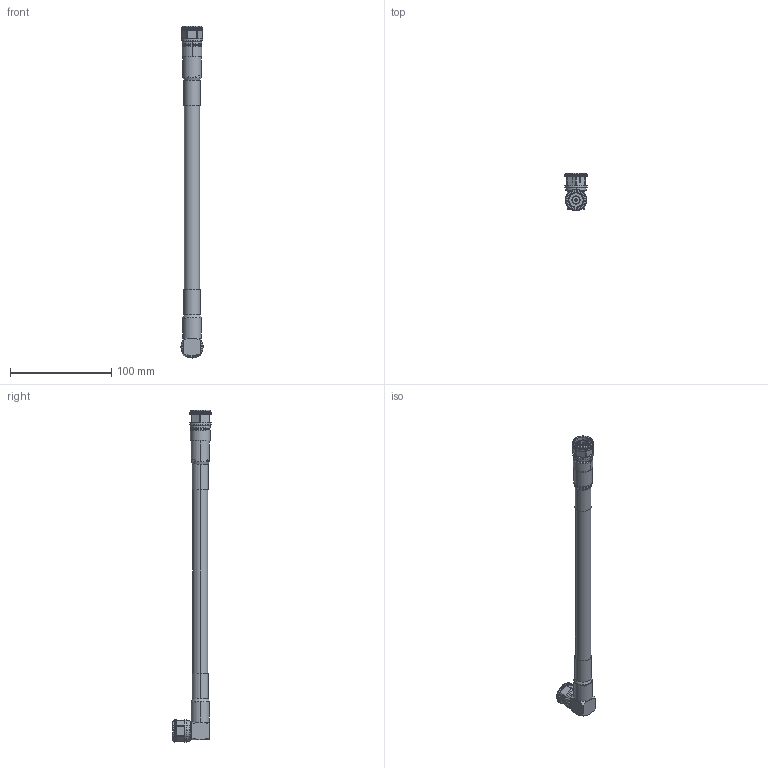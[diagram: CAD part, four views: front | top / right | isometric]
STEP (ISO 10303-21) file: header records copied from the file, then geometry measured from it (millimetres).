
FILE_DESCRIPTION (( 'STEP AP203' ), '1' );
FILE_NAME ('PE3C0050.step', '2018-05-24T16:11:04', ( '' ), ( '' ), 'SwSTEP 2.0', 'SolidWorks 2017', '' );
FILE_SCHEMA (( 'CONFIG_CONTROL_DESIGN' ));
Length unit declared in the file: inch
Products named in the file (5): HeatShrink^PE3C0050; PE3C0050; Copy of PE44523^PE3C0050_Crimped; Copy of PE44527^PE3C0050_Crimped; Copy of Coax Cable^PE3C0050_LMR-600
Assembly tree (5 placements, depth 2):
  PE3C0050
    Copy of Coax Cable^PE3C0050_LMR-600
    Copy of PE44523^PE3C0050_Crimped
    Copy of PE44527^PE3C0050_Crimped
    HeatShrink^PE3C0050  x2
Bounding box: 21.78 x 37.47 x 327.17 mm (x, y, z)
Volume: 84911.5 mm3; surface area: 33008.2 mm2
Topology: 8 solids, 8 shells, 772 faces, 2154 edges, 1421 vertices
Faces by surface type: plane 403, cylinder 291, cone 54, bspline 14, torus 10
Entity records: 31630 total; most frequent: CARTESIAN_POINT 11903, ORIENTED_EDGE 4280, DIRECTION 3741, EDGE_CURVE 2140, VERTEX_POINT 1413, AXIS2_PLACEMENT_3D 1353, VECTOR 1035, LINE 1035
